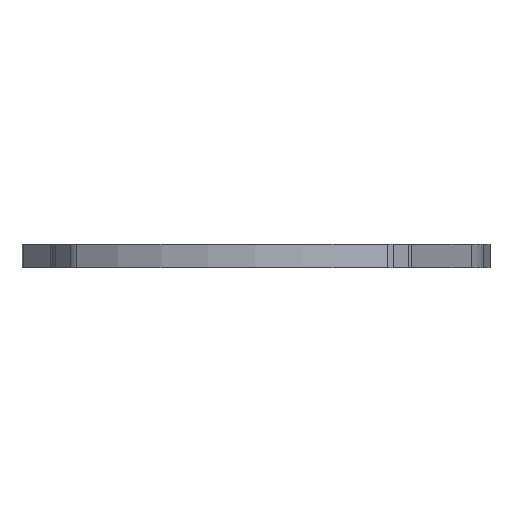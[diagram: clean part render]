
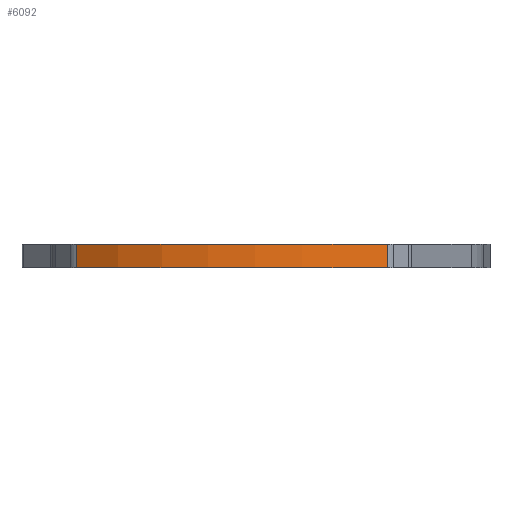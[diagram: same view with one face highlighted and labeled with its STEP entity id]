
A CAD part, front view. The second image highlights one B-rep face of the part: STEP entity #6092.
In plain terms, the highlighted cylindrical face has radius 76.2 mm (diameter 152.4 mm), a partial arc.
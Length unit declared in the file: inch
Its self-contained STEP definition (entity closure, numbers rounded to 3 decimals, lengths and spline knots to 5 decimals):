
#436 = DIRECTION ( 'NONE',  ( 0., 0., -1. ) ) ;
#493 = CARTESIAN_POINT ( 'NONE',  ( 1.65982, -0.92915, 0.25 ) ) ;
#688 = AXIS2_PLACEMENT_3D ( 'NONE', #6834, #1533, #3887 ) ;
#793 = ORIENTED_EDGE ( 'NONE', *, *, #3042, .T. ) ;
#1022 = FACE_OUTER_BOUND ( 'NONE', #4554, .T. ) ;
#1202 = VERTEX_POINT ( 'NONE', #4613 ) ;
#1215 = VERTEX_POINT ( 'NONE', #6407 ) ;
#1533 = DIRECTION ( 'NONE',  ( 0., 0., 1. ) ) ;
#1572 = VECTOR ( 'NONE', #2210, 39.37008 ) ;
#1671 = CARTESIAN_POINT ( 'NONE',  ( 1.65982, -0.92915, 0.25 ) ) ;
#1948 = AXIS2_PLACEMENT_3D ( 'NONE', #5745, #436, #2799 ) ;
#2210 = DIRECTION ( 'NONE',  ( 0., 0., -1. ) ) ;
#2251 = DIRECTION ( 'NONE',  ( 0., 0., 1. ) ) ;
#2300 = ORIENTED_EDGE ( 'NONE', *, *, #6647, .F. ) ;
#2341 = VERTEX_POINT ( 'NONE', #6767 ) ;
#2574 = EDGE_CURVE ( 'NONE', #1215, #1202, #4395, .T. ) ;
#2799 = DIRECTION ( 'NONE',  ( -1., 0., 0. ) ) ;
#2856 = DIRECTION ( 'NONE',  ( 0., 0., -1. ) ) ;
#3042 = EDGE_CURVE ( 'NONE', #2341, #1215, #5150, .T. ) ;
#3056 = AXIS2_PLACEMENT_3D ( 'NONE', #7565, #2251, #4605 ) ;
#3067 = EDGE_CURVE ( 'NONE', #2341, #3080, #7250, .T. ) ;
#3080 = VERTEX_POINT ( 'NONE', #1671 ) ;
#3379 = CYLINDRICAL_SURFACE ( 'NONE', #1948, 3. ) ;
#3887 = DIRECTION ( 'NONE',  ( 1., 0., 0. ) ) ;
#4113 = ORIENTED_EDGE ( 'NONE', *, *, #2574, .T. ) ;
#4395 = CIRCLE ( 'NONE', #688, 3. ) ;
#4554 = EDGE_LOOP ( 'NONE', ( #4113, #2300, #7677, #793 ) ) ;
#4605 = DIRECTION ( 'NONE',  ( 1., 0., 0. ) ) ;
#4613 = CARTESIAN_POINT ( 'NONE',  ( 1.65982, -0.92915, 0. ) ) ;
#5150 = LINE ( 'NONE', #7523, #1572 ) ;
#5745 = CARTESIAN_POINT ( 'NONE',  ( 0., 1.56985, 0.25 ) ) ;
#5802 = LINE ( 'NONE', #493, #6322 ) ;
#6092 = ADVANCED_FACE ( 'NONE', ( #1022 ), #3379, .T. ) ;
#6322 = VECTOR ( 'NONE', #2856, 39.37008 ) ;
#6407 = CARTESIAN_POINT ( 'NONE',  ( -1.65982, -0.92915, 0. ) ) ;
#6647 = EDGE_CURVE ( 'NONE', #3080, #1202, #5802, .T. ) ;
#6767 = CARTESIAN_POINT ( 'NONE',  ( -1.65982, -0.92915, 0.25 ) ) ;
#6834 = CARTESIAN_POINT ( 'NONE',  ( 0., 1.56985, 0. ) ) ;
#7250 = CIRCLE ( 'NONE', #3056, 3. ) ;
#7523 = CARTESIAN_POINT ( 'NONE',  ( -1.65982, -0.92915, 0.25 ) ) ;
#7565 = CARTESIAN_POINT ( 'NONE',  ( 0., 1.56985, 0.25 ) ) ;
#7677 = ORIENTED_EDGE ( 'NONE', *, *, #3067, .F. ) ;
